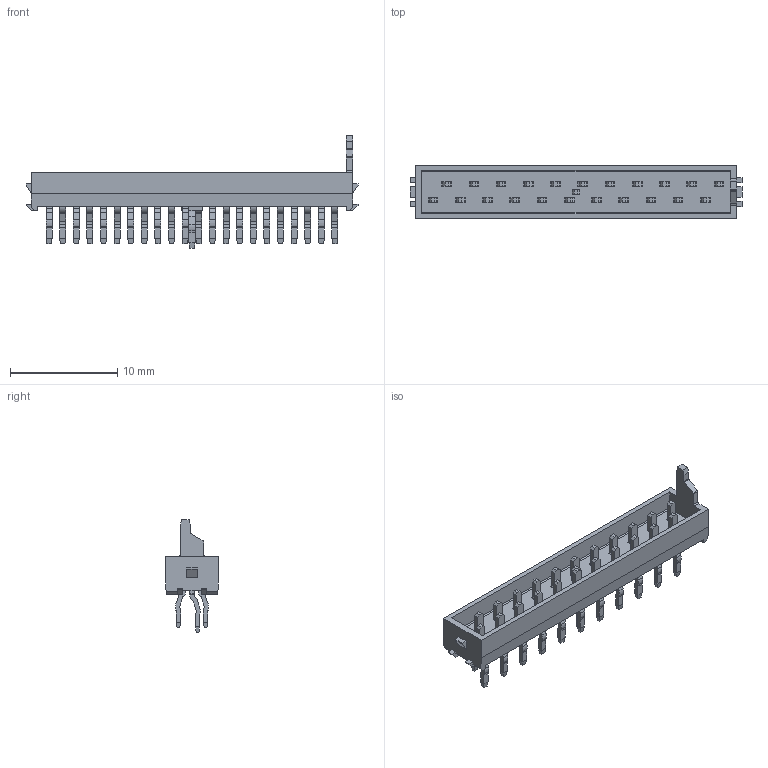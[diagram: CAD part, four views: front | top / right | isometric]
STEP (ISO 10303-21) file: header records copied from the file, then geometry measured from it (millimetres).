
FILE_DESCRIPTION( ( 'Unknown' ), '1' );
FILE_NAME( '690357102272.stp', 'Unknown', ( 'Unknown' ), ( 'Unknown' ), 'XStep 1.0', 'Unknown', ' ' );
FILE_SCHEMA( ( 'automotive_design' ) );
Length unit declared in the file: millimetre
Products named in the file (3): Assem1; Gehäuse; Pin
Bounding box: 30.97 x 5 x 10.5 mm (x, y, z)
Volume: 531.3 mm3; surface area: 1895.8 mm2
Topology: 25 solids, 25 shells, 1496 faces, 4142 edges, 2700 vertices
Faces by surface type: plane 1162, cylinder 334
Entity records: 13228 total; most frequent: CARTESIAN_POINT 1946, ORIENTED_EDGE 1916, DIRECTION 1702, EDGE_CURVE 958, LINE 918, VECTOR 918, VERTEX_POINT 636, AXIS2_PLACEMENT_3D 392
